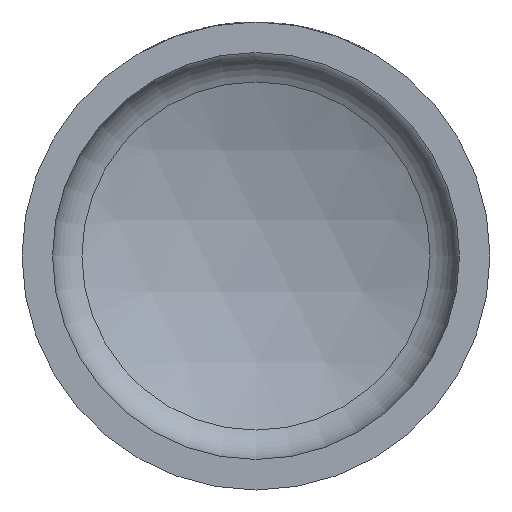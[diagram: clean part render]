
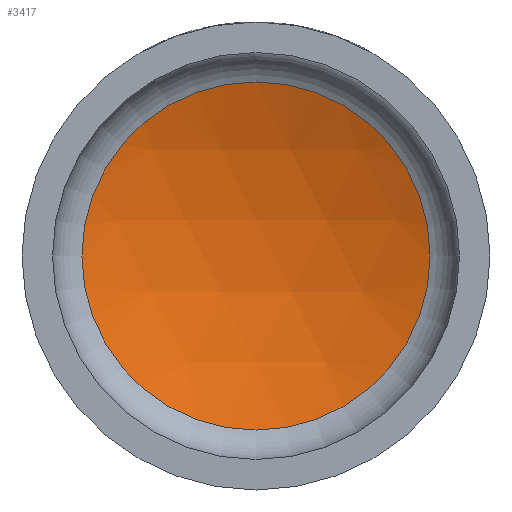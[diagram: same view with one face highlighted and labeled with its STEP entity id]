
A CAD part, front view. The second image highlights one B-rep face of the part: STEP entity #3417.
In plain terms, the highlighted spherical face has radius 23 mm.
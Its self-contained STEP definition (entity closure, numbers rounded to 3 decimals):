
#1505 = SPHERICAL_SURFACE ( 'NONE', #7655, 23. ) ;
#2629 = DIRECTION ( 'NONE',  ( 0., -1., 0. ) ) ;
#3417 = ADVANCED_FACE ( 'NONE', ( #11595 ), #1505, .F. ) ;
#3773 = DIRECTION ( 'NONE',  ( 1., 0., 0. ) ) ;
#5057 = AXIS2_PLACEMENT_3D ( 'NONE', #8875, #2629, #8921 ) ;
#5726 = CIRCLE ( 'NONE', #5057, 8.556 ) ;
#6177 = EDGE_LOOP ( 'NONE', ( #12063 ) ) ;
#6930 = CARTESIAN_POINT ( 'NONE',  ( 0., -11.215, 0. ) ) ;
#7655 = AXIS2_PLACEMENT_3D ( 'NONE', #6930, #9144, #3773 ) ;
#8661 = CARTESIAN_POINT ( 'NONE',  ( 0., 10.135, -8.556 ) ) ;
#8875 = CARTESIAN_POINT ( 'NONE',  ( 0., 10.135, 0. ) ) ;
#8921 = DIRECTION ( 'NONE',  ( 0., 0., -1. ) ) ;
#9144 = DIRECTION ( 'NONE',  ( 0., 0., 1. ) ) ;
#10507 = VERTEX_POINT ( 'NONE', #8661 ) ;
#11169 = EDGE_CURVE ( 'NONE', #10507, #10507, #5726, .T. ) ;
#11595 = FACE_OUTER_BOUND ( 'NONE', #6177, .T. ) ;
#12063 = ORIENTED_EDGE ( 'NONE', *, *, #11169, .T. ) ;
